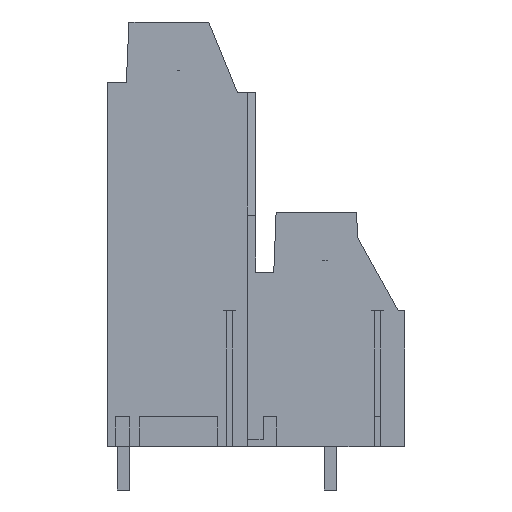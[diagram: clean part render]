
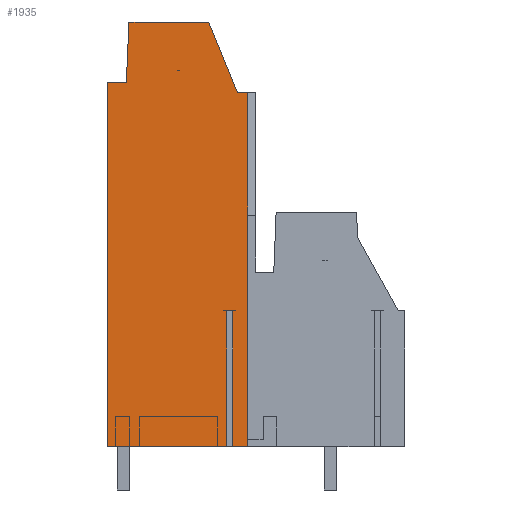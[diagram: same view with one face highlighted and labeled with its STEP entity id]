
A CAD part, left-side view. The second image highlights one B-rep face of the part: STEP entity #1935.
In plain terms, the highlighted planar face has unit normal (-1, 0, 0).
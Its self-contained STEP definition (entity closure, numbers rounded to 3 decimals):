
#1869=AXIS2_PLACEMENT_3D('Plane Axis2P3D',#1866,#1867,#1868) ;
#1069=CARTESIAN_POINT('Line Origine',(0.,12.12,3.2)) ;
#1073=CARTESIAN_POINT('Vertex',(0.,11.574,3.2)) ;
#1075=CARTESIAN_POINT('Vertex',(0.,12.665,3.2)) ;
#1124=CARTESIAN_POINT('Vertex',(0.,13.115,3.2)) ;
#1127=CARTESIAN_POINT('Line Origine',(0.,17.528,3.2)) ;
#1131=CARTESIAN_POINT('Vertex',(0.,21.94,3.2)) ;
#1640=CARTESIAN_POINT('Vertex',(0.,11.574,29.26)) ;
#1643=CARTESIAN_POINT('Line Origine',(0.,11.574,16.23)) ;
#1849=CARTESIAN_POINT('Vertex',(0.,12.337,29.26)) ;
#1852=CARTESIAN_POINT('Line Origine',(0.,11.956,29.26)) ;
#1866=CARTESIAN_POINT('Axis2P3D Location',(0.,11.,17.2)) ;
#1872=CARTESIAN_POINT('Control Point',(0.,20.328,34.47)) ;
#1873=CARTESIAN_POINT('Control Point',(0.,20.521,30.05)) ;
#1874=CARTESIAN_POINT('Vertex',(0.,20.328,34.47)) ;
#1876=CARTESIAN_POINT('Vertex',(0.,20.521,30.05)) ;
#1879=CARTESIAN_POINT('Line Origine',(0.,16.853,30.05)) ;
#1883=CARTESIAN_POINT('Vertex',(0.,21.94,30.05)) ;
#1886=CARTESIAN_POINT('Line Origine',(0.,21.94,34.47)) ;
#1891=CARTESIAN_POINT('Line Origine',(0.,13.115,34.47)) ;
#1895=CARTESIAN_POINT('Vertex',(0.,13.115,13.2)) ;
#1898=CARTESIAN_POINT('Line Origine',(0.,16.853,13.2)) ;
#1902=CARTESIAN_POINT('Vertex',(0.,12.665,13.2)) ;
#1905=CARTESIAN_POINT('Line Origine',(0.,12.665,34.47)) ;
#1911=CARTESIAN_POINT('Control Point',(0.,12.337,29.26)) ;
#1912=CARTESIAN_POINT('Control Point',(0.,14.449,34.47)) ;
#1913=CARTESIAN_POINT('Vertex',(0.,14.449,34.47)) ;
#1916=CARTESIAN_POINT('Line Origine',(0.,16.853,34.47)) ;
#1070=DIRECTION('Vector Direction',(0.,1.,0.)) ;
#1128=DIRECTION('Vector Direction',(0.,1.,0.)) ;
#1644=DIRECTION('Vector Direction',(0.,0.,-1.)) ;
#1853=DIRECTION('Vector Direction',(0.,1.,0.)) ;
#1867=DIRECTION('Axis2P3D Direction',(1.,0.,0.)) ;
#1868=DIRECTION('Axis2P3D XDirection',(0.,1.,0.)) ;
#1880=DIRECTION('Vector Direction',(0.,1.,0.)) ;
#1887=DIRECTION('Vector Direction',(0.,0.,1.)) ;
#1892=DIRECTION('Vector Direction',(0.,0.,1.)) ;
#1899=DIRECTION('Vector Direction',(0.,1.,0.)) ;
#1906=DIRECTION('Vector Direction',(0.,0.,1.)) ;
#1917=DIRECTION('Vector Direction',(0.,1.,0.)) ;
#1071=VECTOR('Line Direction',#1070,1.) ;
#1129=VECTOR('Line Direction',#1128,1.) ;
#1645=VECTOR('Line Direction',#1644,1.) ;
#1854=VECTOR('Line Direction',#1853,1.) ;
#1881=VECTOR('Line Direction',#1880,1.) ;
#1888=VECTOR('Line Direction',#1887,1.) ;
#1893=VECTOR('Line Direction',#1892,1.) ;
#1900=VECTOR('Line Direction',#1899,1.) ;
#1907=VECTOR('Line Direction',#1906,1.) ;
#1918=VECTOR('Line Direction',#1917,1.) ;
#1922=ORIENTED_EDGE('',*,*,#1878,.T.) ;
#1923=ORIENTED_EDGE('',*,*,#1885,.T.) ;
#1924=ORIENTED_EDGE('',*,*,#1890,.T.) ;
#1925=ORIENTED_EDGE('',*,*,#1133,.F.) ;
#1926=ORIENTED_EDGE('',*,*,#1897,.T.) ;
#1927=ORIENTED_EDGE('',*,*,#1904,.T.) ;
#1928=ORIENTED_EDGE('',*,*,#1909,.F.) ;
#1929=ORIENTED_EDGE('',*,*,#1077,.F.) ;
#1930=ORIENTED_EDGE('',*,*,#1647,.F.) ;
#1931=ORIENTED_EDGE('',*,*,#1856,.T.) ;
#1932=ORIENTED_EDGE('',*,*,#1915,.T.) ;
#1933=ORIENTED_EDGE('',*,*,#1920,.T.) ;
#1935=ADVANCED_FACE('housing',(#1934),#1870,.F.) ;
#1871=B_SPLINE_CURVE_WITH_KNOTS('',1,(#1872,#1873),.UNSPECIFIED.,.F.,.U.,(2,2),(-2.212,2.212),.UNSPECIFIED.) ;
#1910=B_SPLINE_CURVE_WITH_KNOTS('',1,(#1911,#1912),.UNSPECIFIED.,.F.,.U.,(2,2),(-2.811,2.811),.UNSPECIFIED.) ;
#1077=EDGE_CURVE('',#1074,#1076,#1072,.T.) ;
#1133=EDGE_CURVE('',#1125,#1132,#1130,.T.) ;
#1647=EDGE_CURVE('',#1641,#1074,#1646,.T.) ;
#1856=EDGE_CURVE('',#1641,#1850,#1855,.T.) ;
#1878=EDGE_CURVE('',#1875,#1877,#1871,.T.) ;
#1885=EDGE_CURVE('',#1877,#1884,#1882,.T.) ;
#1890=EDGE_CURVE('',#1884,#1132,#1889,.F.) ;
#1897=EDGE_CURVE('',#1125,#1896,#1894,.T.) ;
#1904=EDGE_CURVE('',#1896,#1903,#1901,.F.) ;
#1909=EDGE_CURVE('',#1076,#1903,#1908,.T.) ;
#1915=EDGE_CURVE('',#1850,#1914,#1910,.T.) ;
#1920=EDGE_CURVE('',#1914,#1875,#1919,.T.) ;
#1921=EDGE_LOOP('',(#1922,#1923,#1924,#1925,#1926,#1927,#1928,#1929,#1930,#1931,#1932,#1933)) ;
#1934=FACE_OUTER_BOUND('',#1921,.T.) ;
#1072=LINE('Line',#1069,#1071) ;
#1130=LINE('Line',#1127,#1129) ;
#1646=LINE('Line',#1643,#1645) ;
#1855=LINE('Line',#1852,#1854) ;
#1882=LINE('Line',#1879,#1881) ;
#1889=LINE('Line',#1886,#1888) ;
#1894=LINE('Line',#1891,#1893) ;
#1901=LINE('Line',#1898,#1900) ;
#1908=LINE('Line',#1905,#1907) ;
#1919=LINE('Line',#1916,#1918) ;
#1870=PLANE('',#1869) ;
#1074=VERTEX_POINT('',#1073) ;
#1076=VERTEX_POINT('',#1075) ;
#1125=VERTEX_POINT('',#1124) ;
#1132=VERTEX_POINT('',#1131) ;
#1641=VERTEX_POINT('',#1640) ;
#1850=VERTEX_POINT('',#1849) ;
#1875=VERTEX_POINT('',#1874) ;
#1877=VERTEX_POINT('',#1876) ;
#1884=VERTEX_POINT('',#1883) ;
#1896=VERTEX_POINT('',#1895) ;
#1903=VERTEX_POINT('',#1902) ;
#1914=VERTEX_POINT('',#1913) ;
